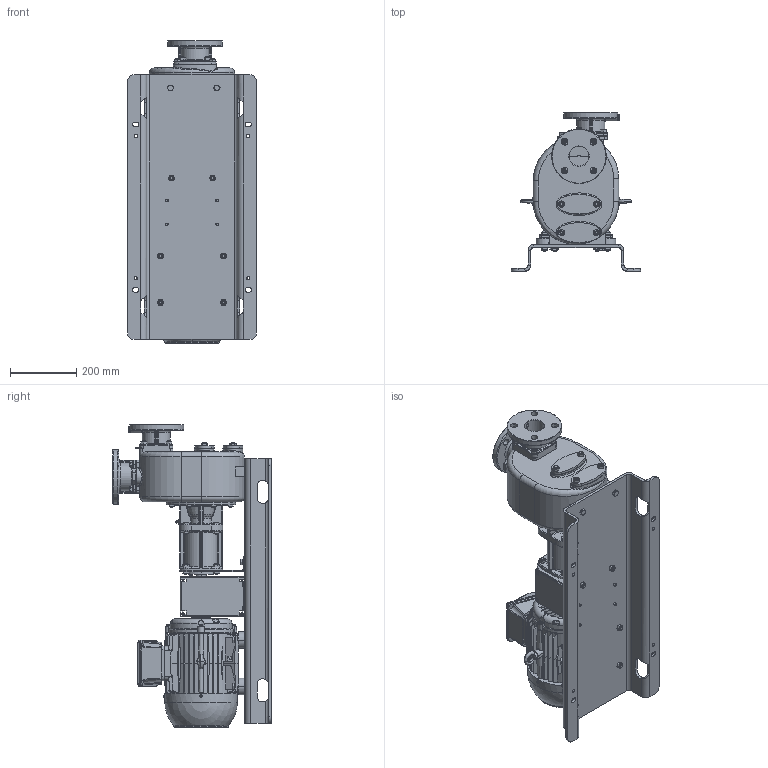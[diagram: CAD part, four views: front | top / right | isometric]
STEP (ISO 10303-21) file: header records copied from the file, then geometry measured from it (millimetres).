
FILE_DESCRIPTION((''),'2;1');
FILE_NAME('S_60_B-FIT_SW0001','2016-11-07T',('Nicola'),(''),'CREO PARAMETRIC BY PTC INC, 2015290','CREO PARAMETRIC BY PTC INC, 2015290','');
FILE_SCHEMA(('CONFIG_CONTROL_DESIGN'));
Products named in the file (1): S_60_B-FIT_SW0001
Bounding box: 390 x 479 x 915.6 mm (x, y, z)
Volume: 29137138.3 mm3; surface area: 2414570.7 mm2
Topology: 1 solids, 3 shells, 5377 faces, 13373 edges, 8361 vertices
Faces by surface type: plane 3167, cone 944, cylinder 857, torus 218, bspline 165, sphere 20, extrusion 6
Entity records: 211537 total; most frequent: CARTESIAN_POINT 86380, ORIENTED_EDGE 26726, DIRECTION 24370, EDGE_CURVE 13363, VERTEX_POINT 8361, AXIS2_PLACEMENT_3D 8335, VECTOR 7700, LINE 7694
